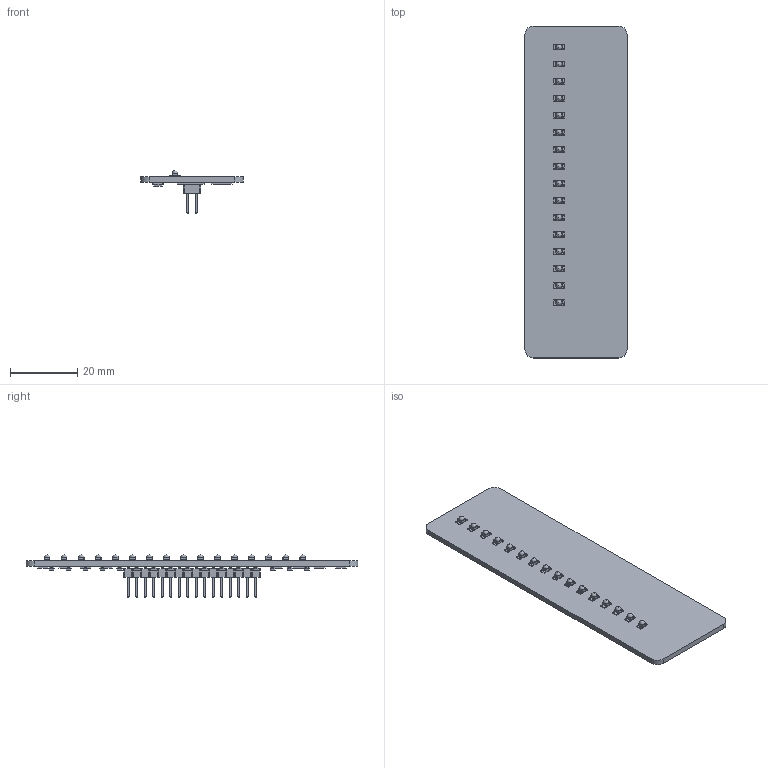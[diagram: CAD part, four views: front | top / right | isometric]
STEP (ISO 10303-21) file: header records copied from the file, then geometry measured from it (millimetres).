
FILE_DESCRIPTION(('KiCad electronic assembly'),'2;1');
FILE_NAME('PM-DI16-front-DC24.step','2024-06-25T14:16:45',('Pcbnew'),( 'Kicad'),'Open CASCADE STEP processor 7.6','KiCad to STEP converter' ,'Unknown');
FILE_SCHEMA(('AUTOMOTIVE_DESIGN { 1 0 10303 214 1 1 1 1 }'));
Length unit declared in the file: millimetre
Products named in the file (10): PM-DI16-front-DC24 1; KPTD-3216CGCK-01; D_SOD-123; D_SOD_123; R_2512_6332Metric; PinHeader_2x16_P2.54mm_Vertical_SMD; PinHeader_2x16_P254mm_Vertical_SMD; PM-DI16-front-DC24_PCB
Assembly tree (54 placements, depth 3):
  PM-DI16-front-DC24 1
    KPTD-3216CGCK-01  x16
      KPTD-3216CGCK-01
    D_SOD-123  x16
      D_SOD_123
    R_2512_6332Metric  x16
      R_2512_6332Metric
    PinHeader_2x16_P2.54mm_Vertical_SMD
      PinHeader_2x16_P254mm_Vertical_SMD
    PM-DI16-front-DC24_PCB
Bounding box: 30.48 x 99.06 x 12.79 mm (x, y, z)
Volume: 5779.1 mm3; surface area: 9262.4 mm2
Topology: 66 solids, 66 shells, 3774 faces, 9342 edges, 5716 vertices
Faces by surface type: plane 2778, cylinder 500, bspline 416, sphere 80
Full cylindrical faces by diameter (mm): 0.15 x16
Entity records: 34588 total; most frequent: CARTESIAN_POINT 4964, ORIENTED_EDGE 4694, DIRECTION 4434, EDGE_CURVE 2347, LINE 2178, VECTOR 2178, VERTEX_POINT 1456, AXIS2_PLACEMENT_3D 1128
